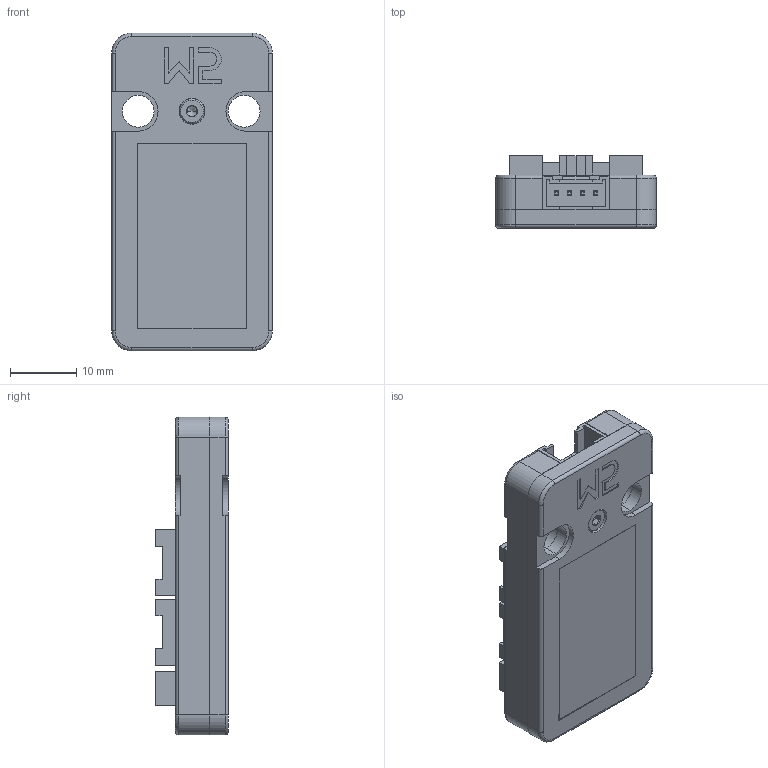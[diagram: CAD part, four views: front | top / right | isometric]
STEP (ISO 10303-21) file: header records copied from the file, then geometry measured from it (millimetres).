
FILE_DESCRIPTION( (''), '2;1');
FILE_NAME ('PaHub_I2C_UNIT.stp','2021-05-06T15:44:15',(''),(''),'spGate 17.5.3','','');
FILE_SCHEMA (('AUTOMOTIVE_DESIGN'));
Length unit declared in the file: millimetre
Products named in the file (11): Assembly; PaHub_I2C_UNIT-prt0; PaHub_I2C_UNIT-prt1; PaHub_I2C_UNIT-prt2; PaHub_I2C_UNIT-prt3; PaHub_I2C_UNIT-prt4; PaHub_I2C_UNIT-prt5; PaHub_I2C_UNIT-prt6; PaHub_I2C_UNIT-prt7; PaHub_I2C_UNIT-prt8; PaHub_I2C_UNIT-prt9
Assembly tree (10 placements, depth 2):
  Assembly
    PaHub_I2C_UNIT-prt0
    PaHub_I2C_UNIT-prt1
    PaHub_I2C_UNIT-prt2
    PaHub_I2C_UNIT-prt3
    PaHub_I2C_UNIT-prt4
    PaHub_I2C_UNIT-prt5
    PaHub_I2C_UNIT-prt6
    PaHub_I2C_UNIT-prt7
    PaHub_I2C_UNIT-prt8
    PaHub_I2C_UNIT-prt9
Bounding box: 24.25 x 11 x 48 mm (x, y, z)
Volume: 6734.5 mm3; surface area: 8920 mm2
Topology: 10 solids, 10 shells, 773 faces, 1916 edges, 1223 vertices
Faces by surface type: plane 704, cylinder 47, bspline 22
Entity records: 38696 total; most frequent: CARTESIAN_POINT 4424, ORIENTED_EDGE 3828, DIRECTION 3536, COLOUR_RGB 2697, PRESENTATION_STYLE_ASSIGNMENT 2697, STYLED_ITEM 2697, EDGE_CURVE 1914, DRAUGHTING_PRE_DEFINED_CURVE_FONT 1914
